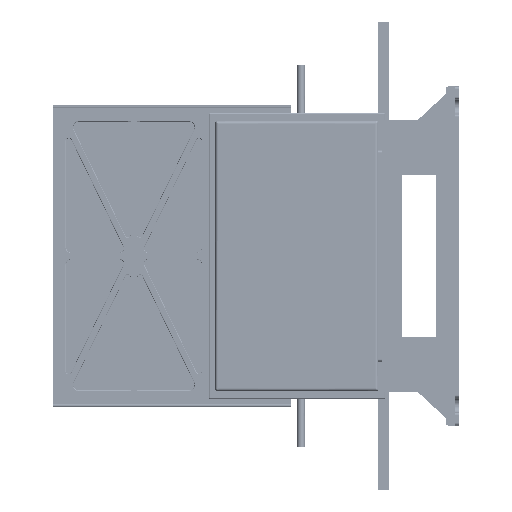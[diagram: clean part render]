
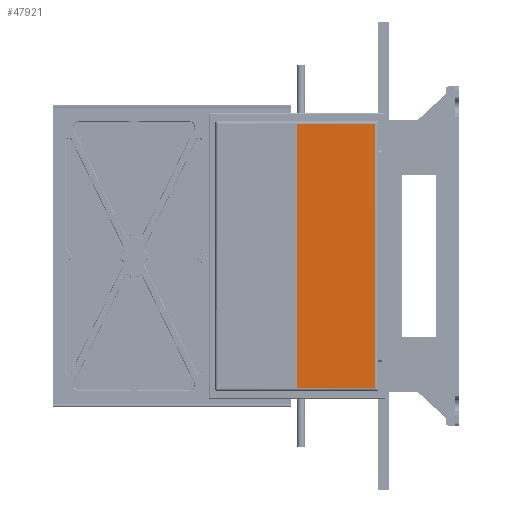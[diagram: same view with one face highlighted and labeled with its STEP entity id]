
A CAD part, left-side view. The second image highlights one B-rep face of the part: STEP entity #47921.
In plain terms, the highlighted planar face has unit normal (-1, 0, 0).
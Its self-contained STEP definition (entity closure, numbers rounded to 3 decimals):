
#3982=DIRECTION('',(0.,0.,1.));
#3983=VECTOR('',#3982,195.);
#3984=CARTESIAN_POINT('',(-257.5,60.,-97.5));
#3985=LINE('',#3984,#3983);
#16999=DIRECTION('',(0.,-1.,0.));
#17000=VECTOR('',#16999,58.);
#17001=CARTESIAN_POINT('',(-257.5,60.,-97.5));
#17002=LINE('',#17001,#17000);
#17003=DIRECTION('',(0.,-1.,0.));
#17004=VECTOR('',#17003,58.);
#17005=CARTESIAN_POINT('',(-257.5,60.,97.5));
#17006=LINE('',#17005,#17004);
#17007=DIRECTION('',(0.,0.,-1.));
#17008=VECTOR('',#17007,195.);
#17009=CARTESIAN_POINT('',(-257.5,2.,97.5));
#17010=LINE('',#17009,#17008);
#23545=CARTESIAN_POINT('',(-257.5,60.,-97.5));
#23547=VERTEX_POINT('',#23545);
#23548=CARTESIAN_POINT('',(-257.5,2.,-97.5));
#23549=VERTEX_POINT('',#23548);
#23552=CARTESIAN_POINT('',(-257.5,2.,97.5));
#23553=VERTEX_POINT('',#23552);
#23558=CARTESIAN_POINT('',(-257.5,60.,97.5));
#23560=VERTEX_POINT('',#23558);
#47908=CARTESIAN_POINT('',(-257.5,0.,-99.5));
#47909=DIRECTION('',(-1.,0.,0.));
#47910=DIRECTION('',(0.,0.,1.));
#47911=AXIS2_PLACEMENT_3D('',#47908,#47909,#47910);
#47912=PLANE('',#47911);
#47913=ORIENTED_EDGE('',*,*,#47901,.F.);
#47914=ORIENTED_EDGE('',*,*,#28249,.T.);
#47916=ORIENTED_EDGE('',*,*,#47915,.T.);
#47918=ORIENTED_EDGE('',*,*,#47917,.T.);
#47919=EDGE_LOOP('',(#47913,#47914,#47916,#47918));
#47920=FACE_OUTER_BOUND('',#47919,.F.);
#47921=ADVANCED_FACE('',(#47920),#47912,.T.);
#28249=EDGE_CURVE('',#23547,#23560,#3985,.T.);
#47901=EDGE_CURVE('',#23547,#23549,#17002,.T.);
#47915=EDGE_CURVE('',#23560,#23553,#17006,.T.);
#47917=EDGE_CURVE('',#23553,#23549,#17010,.T.);
